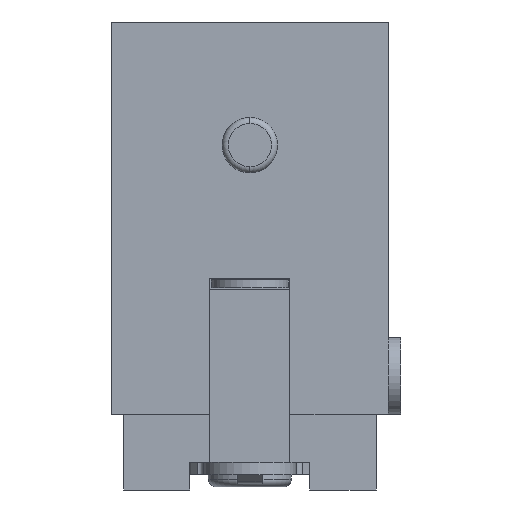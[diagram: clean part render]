
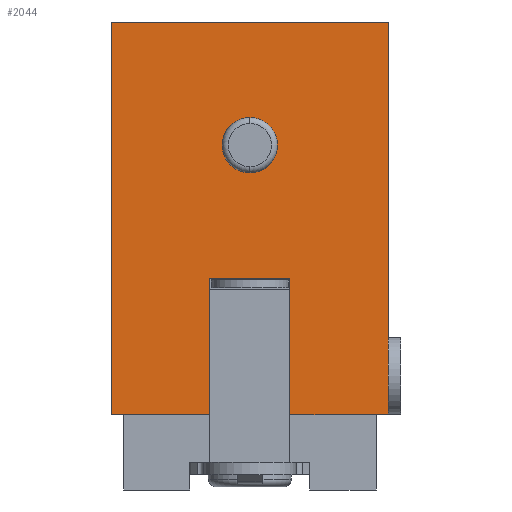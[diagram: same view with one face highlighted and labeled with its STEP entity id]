
A CAD part, front view. The second image highlights one B-rep face of the part: STEP entity #2044.
In plain terms, the highlighted planar face has unit normal (0, -1, 0).
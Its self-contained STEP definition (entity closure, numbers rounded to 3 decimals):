
#51 = VERTEX_POINT ( 'NONE', #1736 ) ;
#61 = ORIENTED_EDGE ( 'NONE', *, *, #3143, .F. ) ;
#84 = CARTESIAN_POINT ( 'NONE',  ( 1.3, 0., -8.325 ) ) ;
#100 = DIRECTION ( 'NONE',  ( 0., 0., -1. ) ) ;
#110 = LINE ( 'NONE', #377, #875 ) ;
#158 = CIRCLE ( 'NONE', #5258, 0.9 ) ;
#197 = VERTEX_POINT ( 'NONE', #1916 ) ;
#377 = CARTESIAN_POINT ( 'NONE',  ( -1.3, 0., -12.75 ) ) ;
#403 = EDGE_CURVE ( 'NONE', #3272, #492, #5128, .T. ) ;
#423 = VERTEX_POINT ( 'NONE', #84 ) ;
#492 = VERTEX_POINT ( 'NONE', #3980 ) ;
#626 = VECTOR ( 'NONE', #5434, 1000. ) ;
#651 = CARTESIAN_POINT ( 'NONE',  ( -1.3, 0., -8.325 ) ) ;
#673 = CARTESIAN_POINT ( 'NONE',  ( 0., 0., -4. ) ) ;
#699 = VERTEX_POINT ( 'NONE', #800 ) ;
#706 = ORIENTED_EDGE ( 'NONE', *, *, #403, .F. ) ;
#800 = CARTESIAN_POINT ( 'NONE',  ( -1.3, 0., -12.75 ) ) ;
#828 = PLANE ( 'NONE',  #1976 ) ;
#875 = VECTOR ( 'NONE', #3557, 1000. ) ;
#975 = VECTOR ( 'NONE', #3861, 1000. ) ;
#1212 = ORIENTED_EDGE ( 'NONE', *, *, #3492, .F. ) ;
#1216 = CARTESIAN_POINT ( 'NONE',  ( -1.3, 0., -8.325 ) ) ;
#1221 = VERTEX_POINT ( 'NONE', #1393 ) ;
#1301 = VECTOR ( 'NONE', #5430, 1000. ) ;
#1393 = CARTESIAN_POINT ( 'NONE',  ( 4.5, 0., 0. ) ) ;
#1396 = LINE ( 'NONE', #5043, #626 ) ;
#1645 = DIRECTION ( 'NONE',  ( 0., 0., -1. ) ) ;
#1736 = CARTESIAN_POINT ( 'NONE',  ( -4.5, 0., 0. ) ) ;
#1742 = DIRECTION ( 'NONE',  ( 1., 0., 0. ) ) ;
#1916 = CARTESIAN_POINT ( 'NONE',  ( 1.3, 0., -12.75 ) ) ;
#1976 = AXIS2_PLACEMENT_3D ( 'NONE', #4490, #2130, #1645 ) ;
#2017 = DIRECTION ( 'NONE',  ( 0., 0., -1. ) ) ;
#2018 = VECTOR ( 'NONE', #4735, 1000. ) ;
#2044 = ADVANCED_FACE ( 'NONE', ( #2285, #3601 ), #828, .T. ) ;
#2055 = EDGE_CURVE ( 'NONE', #2125, #699, #110, .T. ) ;
#2125 = VERTEX_POINT ( 'NONE', #1216 ) ;
#2130 = DIRECTION ( 'NONE',  ( 0., -1., 0. ) ) ;
#2187 = LINE ( 'NONE', #651, #975 ) ;
#2285 = FACE_OUTER_BOUND ( 'NONE', #5705, .T. ) ;
#2485 = ORIENTED_EDGE ( 'NONE', *, *, #4695, .F. ) ;
#2498 = AXIS2_PLACEMENT_3D ( 'NONE', #4742, #4656, #100 ) ;
#2512 = CARTESIAN_POINT ( 'NONE',  ( -4.5, 0., -12.75 ) ) ;
#2527 = EDGE_CURVE ( 'NONE', #197, #5605, #5189, .T. ) ;
#2544 = DIRECTION ( 'NONE',  ( 1., 0., 0. ) ) ;
#2694 = CARTESIAN_POINT ( 'NONE',  ( 0., 0., -3.1 ) ) ;
#2726 = VECTOR ( 'NONE', #2544, 1000. ) ;
#2763 = ORIENTED_EDGE ( 'NONE', *, *, #4101, .T. ) ;
#2805 = ORIENTED_EDGE ( 'NONE', *, *, #4134, .F. ) ;
#2832 = LINE ( 'NONE', #4075, #4807 ) ;
#2834 = LINE ( 'NONE', #4308, #5743 ) ;
#2888 = ORIENTED_EDGE ( 'NONE', *, *, #3496, .F. ) ;
#2898 = LINE ( 'NONE', #2512, #2018 ) ;
#3143 = EDGE_CURVE ( 'NONE', #492, #3272, #158, .T. ) ;
#3184 = ORIENTED_EDGE ( 'NONE', *, *, #2055, .F. ) ;
#3272 = VERTEX_POINT ( 'NONE', #2694 ) ;
#3328 = VERTEX_POINT ( 'NONE', #5155 ) ;
#3492 = EDGE_CURVE ( 'NONE', #423, #2125, #2187, .T. ) ;
#3496 = EDGE_CURVE ( 'NONE', #197, #423, #2834, .T. ) ;
#3557 = DIRECTION ( 'NONE',  ( 0., 0., -1. ) ) ;
#3601 = FACE_BOUND ( 'NONE', #4720, .T. ) ;
#3861 = DIRECTION ( 'NONE',  ( -1., 0., 0. ) ) ;
#3980 = CARTESIAN_POINT ( 'NONE',  ( 0., 0., -4.9 ) ) ;
#4075 = CARTESIAN_POINT ( 'NONE',  ( -4.5, 0., -12.75 ) ) ;
#4101 = EDGE_CURVE ( 'NONE', #3328, #699, #2832, .T. ) ;
#4134 = EDGE_CURVE ( 'NONE', #51, #1221, #1396, .T. ) ;
#4308 = CARTESIAN_POINT ( 'NONE',  ( 1.3, 0., -12.75 ) ) ;
#4490 = CARTESIAN_POINT ( 'NONE',  ( -4.5, 0., -12.75 ) ) ;
#4656 = DIRECTION ( 'NONE',  ( 0., -1., 0. ) ) ;
#4695 = EDGE_CURVE ( 'NONE', #3328, #51, #2898, .T. ) ;
#4720 = EDGE_LOOP ( 'NONE', ( #706, #61 ) ) ;
#4735 = DIRECTION ( 'NONE',  ( 0., 0., 1. ) ) ;
#4742 = CARTESIAN_POINT ( 'NONE',  ( 0., 0., -4. ) ) ;
#4792 = CARTESIAN_POINT ( 'NONE',  ( -4.5, 0., -12.75 ) ) ;
#4807 = VECTOR ( 'NONE', #1742, 1000. ) ;
#4809 = DIRECTION ( 'NONE',  ( 0., -1., 0. ) ) ;
#4856 = ORIENTED_EDGE ( 'NONE', *, *, #5041, .T. ) ;
#5041 = EDGE_CURVE ( 'NONE', #5605, #1221, #5134, .T. ) ;
#5043 = CARTESIAN_POINT ( 'NONE',  ( -4.5, 0., 0. ) ) ;
#5128 = CIRCLE ( 'NONE', #2498, 0.9 ) ;
#5134 = LINE ( 'NONE', #5933, #1301 ) ;
#5155 = CARTESIAN_POINT ( 'NONE',  ( -4.5, 0., -12.75 ) ) ;
#5189 = LINE ( 'NONE', #4792, #2726 ) ;
#5258 = AXIS2_PLACEMENT_3D ( 'NONE', #673, #4809, #2017 ) ;
#5430 = DIRECTION ( 'NONE',  ( 0., 0., 1. ) ) ;
#5434 = DIRECTION ( 'NONE',  ( 1., 0., 0. ) ) ;
#5605 = VERTEX_POINT ( 'NONE', #5926 ) ;
#5705 = EDGE_LOOP ( 'NONE', ( #3184, #1212, #2888, #5744, #4856, #2805, #2485, #2763 ) ) ;
#5743 = VECTOR ( 'NONE', #5795, 1000. ) ;
#5744 = ORIENTED_EDGE ( 'NONE', *, *, #2527, .T. ) ;
#5795 = DIRECTION ( 'NONE',  ( 0., 0., 1. ) ) ;
#5926 = CARTESIAN_POINT ( 'NONE',  ( 4.5, 0., -12.75 ) ) ;
#5933 = CARTESIAN_POINT ( 'NONE',  ( 4.5, 0., -12.75 ) ) ;
